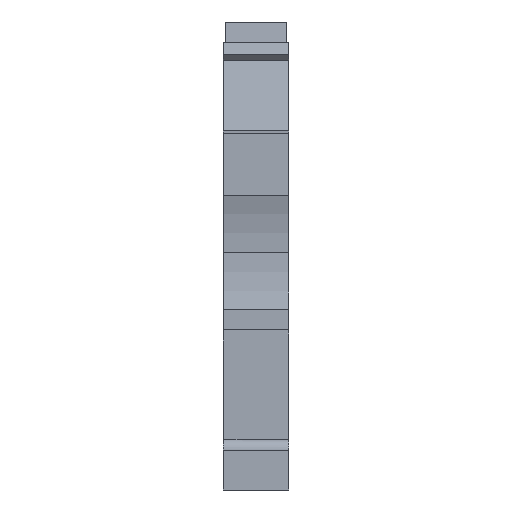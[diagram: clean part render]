
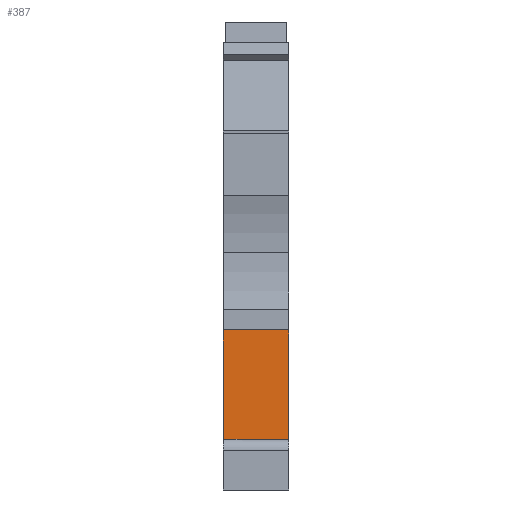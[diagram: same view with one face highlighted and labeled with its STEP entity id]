
A CAD part, front view. The second image highlights one B-rep face of the part: STEP entity #387.
In plain terms, the highlighted planar face has unit normal (0, -1, 0).
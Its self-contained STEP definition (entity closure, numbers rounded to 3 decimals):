
#387=ADVANCED_FACE('',(#963),#964,.T.);
#963=FACE_OUTER_BOUND('',#1723,.T.);
#964=PLANE('',#1724);
#1723=EDGE_LOOP('',(#2926,#2927,#2928,#2929,#2930,#2931));
#1724=AXIS2_PLACEMENT_3D('',#2932,#2933,#2934);
#2926=ORIENTED_EDGE('',*,*,#5065,.F.);
#2927=ORIENTED_EDGE('',*,*,#5066,.F.);
#2928=ORIENTED_EDGE('',*,*,#4875,.T.);
#2929=ORIENTED_EDGE('',*,*,#5067,.F.);
#2930=ORIENTED_EDGE('',*,*,#4861,.F.);
#2931=ORIENTED_EDGE('',*,*,#4997,.F.);
#2932=CARTESIAN_POINT('',(5.15,3.6,5.));
#2933=DIRECTION('',(0.,-1.0,0.));
#2934=DIRECTION('',(1.0,0.,0.));
#4861=EDGE_CURVE('',#5949,#5951,#5952,.T.);
#4875=EDGE_CURVE('',#5975,#5976,#5977,.T.);
#4997=EDGE_CURVE('',#6176,#5949,#6178,.T.);
#5065=EDGE_CURVE('',#6279,#6176,#6280,.T.);
#5066=EDGE_CURVE('',#5975,#6279,#6281,.T.);
#5067=EDGE_CURVE('',#5951,#5976,#6282,.T.);
#5949=VERTEX_POINT('',#8080);
#5951=VERTEX_POINT('',#8083);
#5952=LINE('',#8084,#8085);
#5975=VERTEX_POINT('',#8118);
#5976=VERTEX_POINT('',#8119);
#5977=LINE('',#8120,#8121);
#6176=VERTEX_POINT('',#8407);
#6178=LINE('',#8410,#8411);
#6279=VERTEX_POINT('',#8562);
#6280=LINE('',#8563,#8564);
#6281=LINE('',#8565,#8566);
#6282=LINE('',#8567,#8568);
#8080=CARTESIAN_POINT('',(5.15,3.6,1.5));
#8083=CARTESIAN_POINT('',(1.,3.6,1.5));
#8084=CARTESIAN_POINT('',(5.15,3.6,1.5));
#8085=VECTOR('',#11126,1.0);
#8118=CARTESIAN_POINT('',(0.0,3.6,4.));
#8119=CARTESIAN_POINT('',(1.,3.6,4.));
#8120=CARTESIAN_POINT('',(5.15,3.6,4.));
#8121=VECTOR('',#11137,1.0);
#8407=CARTESIAN_POINT('',(5.15,3.6,12.6));
#8410=CARTESIAN_POINT('',(5.15,3.6,4.265));
#8411=VECTOR('',#11274,1.0);
#8562=CARTESIAN_POINT('',(0.0,3.6,12.6));
#8563=CARTESIAN_POINT('',(5.15,3.6,12.6));
#8564=VECTOR('',#11337,1.0);
#8565=CARTESIAN_POINT('',(0.0,3.6,4.265));
#8566=VECTOR('',#11338,1.0);
#8567=CARTESIAN_POINT('',(1.,3.6,4.265));
#8568=VECTOR('',#11339,1.0);
#11126=DIRECTION('',(-1.0,0.,0.));
#11137=DIRECTION('',(1.0,0.,0.));
#11274=DIRECTION('',(0.,0.,-1.0));
#11337=DIRECTION('',(1.0,0.,0.));
#11338=DIRECTION('',(0.,0.,1.0));
#11339=DIRECTION('',(0.,0.,1.0));
